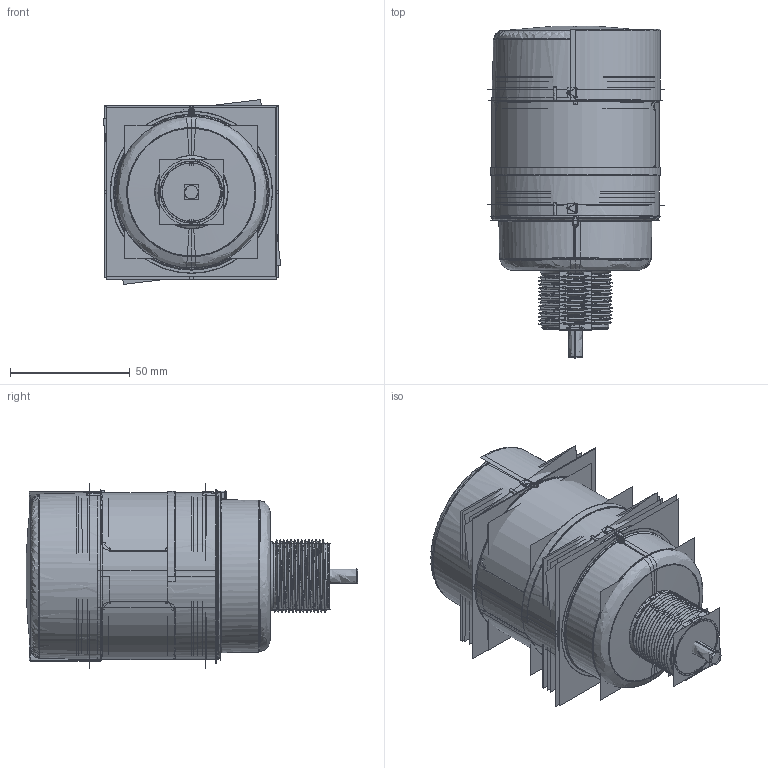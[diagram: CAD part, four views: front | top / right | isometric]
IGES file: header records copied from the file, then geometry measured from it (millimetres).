
Start section:  PTC IGES file: 199805.igs
Global section: file name: 199805.igs; native system: Creo Parametric by PTC Inc.; preprocessor: 2016260; author: pdmadmin; organization: Unknown; date: 20170314.072458; units: millimetre
Bounding box: 74.34 x 138.9 x 77.36 mm (x, y, z)
Volume: 121600.6 mm3; surface area: 654899.8 mm2
Topology: 4 solids, 6 shells, 1998 faces, 9908 edges, 12421 vertices
Faces by surface type: revolution 1050, bspline 948
